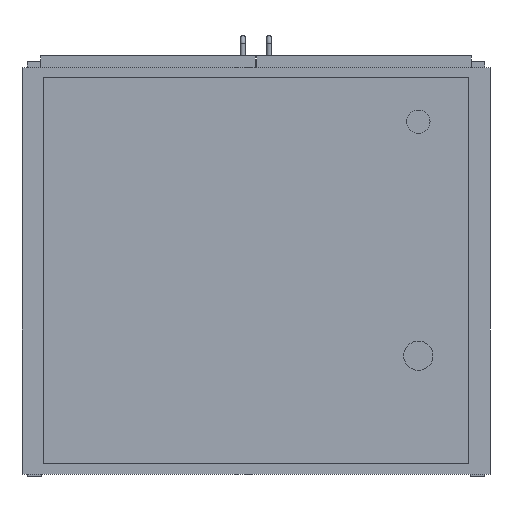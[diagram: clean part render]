
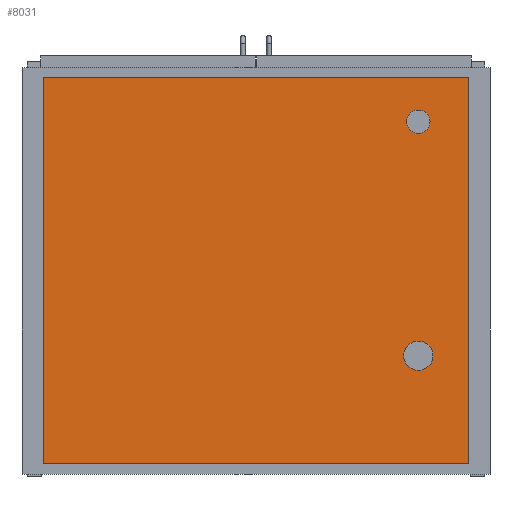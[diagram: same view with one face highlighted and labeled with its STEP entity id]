
A CAD part, front view. The second image highlights one B-rep face of the part: STEP entity #8031.
In plain terms, the highlighted planar face has unit normal (0, -1, 0).
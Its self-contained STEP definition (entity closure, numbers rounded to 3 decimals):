
#111=FACE_BOUND('',#1176,.T.);
#112=FACE_BOUND('',#1177,.T.);
#124=CIRCLE('',#8649,20.);
#125=CIRCLE('',#8650,20.);
#128=CIRCLE('',#8655,25.);
#129=CIRCLE('',#8656,25.);
#638=FACE_OUTER_BOUND('',#1175,.T.);
#1175=EDGE_LOOP('',(#5464,#5465,#5466,#5467));
#1176=EDGE_LOOP('',(#5468,#5469));
#1177=EDGE_LOOP('',(#5470,#5471));
#1757=LINE('',#12127,#2603);
#1759=LINE('',#12131,#2605);
#1761=LINE('',#12135,#2607);
#1763=LINE('',#12138,#2609);
#2603=VECTOR('',#9612,10.);
#2605=VECTOR('',#9616,10.);
#2607=VECTOR('',#9620,10.);
#2609=VECTOR('',#9624,10.);
#3402=VERTEX_POINT('',#12035);
#3403=VERTEX_POINT('',#12037);
#3406=VERTEX_POINT('',#12046);
#3407=VERTEX_POINT('',#12048);
#3432=VERTEX_POINT('',#12124);
#3433=VERTEX_POINT('',#12126);
#3434=VERTEX_POINT('',#12130);
#3435=VERTEX_POINT('',#12134);
#4195=EDGE_CURVE('',#3403,#3402,#124,.T.);
#4196=EDGE_CURVE('',#3402,#3403,#125,.T.);
#4200=EDGE_CURVE('',#3407,#3406,#128,.T.);
#4201=EDGE_CURVE('',#3406,#3407,#129,.T.);
#4237=EDGE_CURVE('',#3433,#3432,#1757,.T.);
#4239=EDGE_CURVE('',#3434,#3433,#1759,.T.);
#4241=EDGE_CURVE('',#3435,#3434,#1761,.T.);
#4243=EDGE_CURVE('',#3432,#3435,#1763,.T.);
#5464=ORIENTED_EDGE('',*,*,#4243,.T.);
#5465=ORIENTED_EDGE('',*,*,#4241,.T.);
#5466=ORIENTED_EDGE('',*,*,#4239,.T.);
#5467=ORIENTED_EDGE('',*,*,#4237,.T.);
#5468=ORIENTED_EDGE('',*,*,#4195,.T.);
#5469=ORIENTED_EDGE('',*,*,#4196,.T.);
#5470=ORIENTED_EDGE('',*,*,#4200,.T.);
#5471=ORIENTED_EDGE('',*,*,#4201,.T.);
#7609=PLANE('',#8675);
#8031=ADVANCED_FACE('',(#638,#111,#112),#7609,.T.);
#8649=AXIS2_PLACEMENT_3D('',#12038,#9530,#9531);
#8650=AXIS2_PLACEMENT_3D('',#12039,#9532,#9533);
#8655=AXIS2_PLACEMENT_3D('',#12049,#9543,#9544);
#8656=AXIS2_PLACEMENT_3D('',#12050,#9545,#9546);
#8675=AXIS2_PLACEMENT_3D('',#12139,#9625,#9626);
#9530=DIRECTION('center_axis',(0.,1.,0.));
#9531=DIRECTION('ref_axis',(1.,0.,0.));
#9532=DIRECTION('center_axis',(0.,1.,0.));
#9533=DIRECTION('ref_axis',(1.,0.,0.));
#9543=DIRECTION('center_axis',(0.,1.,0.));
#9544=DIRECTION('ref_axis',(1.,0.,0.));
#9545=DIRECTION('center_axis',(0.,1.,0.));
#9546=DIRECTION('ref_axis',(1.,0.,0.));
#9612=DIRECTION('',(0.,0.,-1.));
#9616=DIRECTION('',(-1.,0.,0.));
#9620=DIRECTION('',(0.,0.,1.));
#9624=DIRECTION('',(1.,0.,0.));
#9625=DIRECTION('center_axis',(0.,-1.,0.));
#9626=DIRECTION('ref_axis',(0.,0.,-1.));
#12035=CARTESIAN_POINT('',(257.5,-370.,255.));
#12037=CARTESIAN_POINT('',(297.5,-370.,255.));
#12038=CARTESIAN_POINT('Origin',(277.5,-370.,255.));
#12039=CARTESIAN_POINT('Origin',(277.5,-370.,255.));
#12046=CARTESIAN_POINT('',(252.5,-370.,-145.));
#12048=CARTESIAN_POINT('',(302.5,-370.,-145.));
#12049=CARTESIAN_POINT('Origin',(277.5,-370.,-145.));
#12050=CARTESIAN_POINT('Origin',(277.5,-370.,-145.));
#12124=CARTESIAN_POINT('',(-362.5,-370.,-330.));
#12126=CARTESIAN_POINT('',(-362.5,-370.,330.));
#12127=CARTESIAN_POINT('',(-362.5,-370.,-330.));
#12130=CARTESIAN_POINT('',(362.5,-370.,330.));
#12131=CARTESIAN_POINT('',(-362.5,-370.,330.));
#12134=CARTESIAN_POINT('',(362.5,-370.,-330.));
#12135=CARTESIAN_POINT('',(362.5,-370.,330.));
#12138=CARTESIAN_POINT('',(362.5,-370.,-330.));
#12139=CARTESIAN_POINT('Origin',(0.,-370.,0.));
